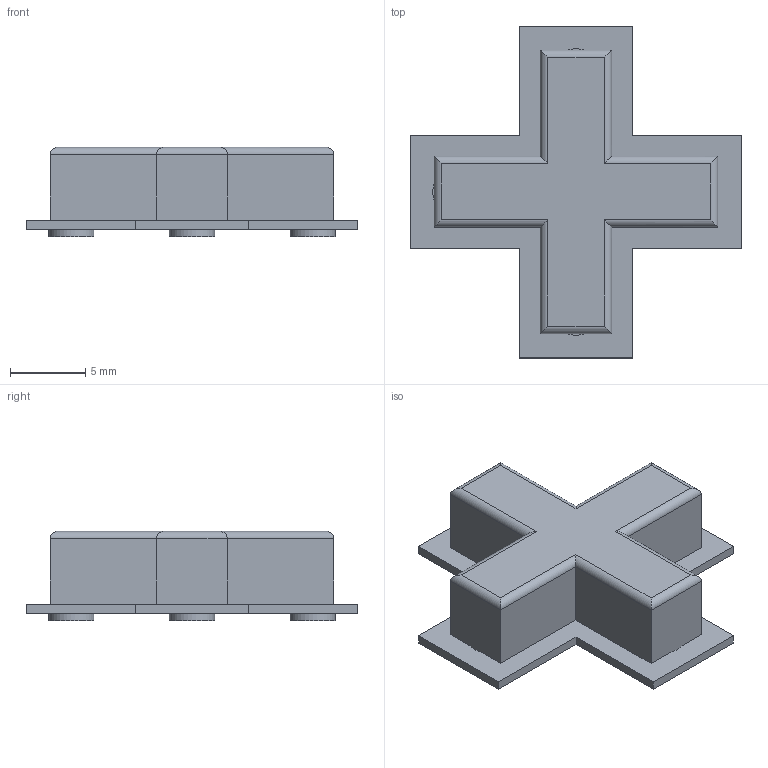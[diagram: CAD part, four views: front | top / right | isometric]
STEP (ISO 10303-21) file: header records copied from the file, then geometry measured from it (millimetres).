
FILE_DESCRIPTION(/* description */ (''),/* implementation_level */ '2;1');
FILE_NAME(/* name */ '',/* time_stamp */ '2024-02-19T09:37:03+08:00',/* author */ (''),/* organization */ (''),/* preprocessor_version */ 'ST-DEVELOPER v20',/* originating_system */ 'Autodesk Translation Framework v12.20.1.177',/* authorisation */ '');
FILE_SCHEMA (('CONFIG_CONTROL_DESIGN','AUTOMOTIVE_DESIGN { 1 0 10303 214 3 1 1 }'));
Length unit declared in the file: millimetre
Products named in the file (1): 十字键
Bounding box: 22 x 22 x 5.92 mm (x, y, z)
Volume: 922.3 mm3; surface area: 968.7 mm2
Topology: 1 solids, 1 shells, 53 faces, 126 edges, 80 vertices
Faces by surface type: plane 34, cylinder 19
Full cylindrical faces by diameter (mm): 3 x4
Entity records: 1550 total; most frequent: DIRECTION 260, CARTESIAN_POINT 260, ORIENTED_EDGE 252, EDGE_CURVE 126, LINE 100, VECTOR 100, VERTEX_POINT 80, AXIS2_PLACEMENT_3D 80
